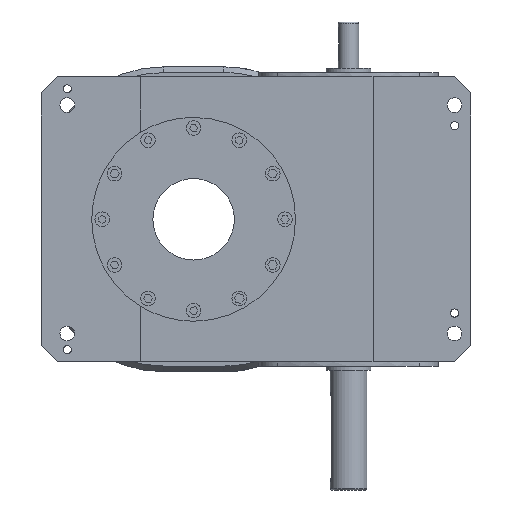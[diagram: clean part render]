
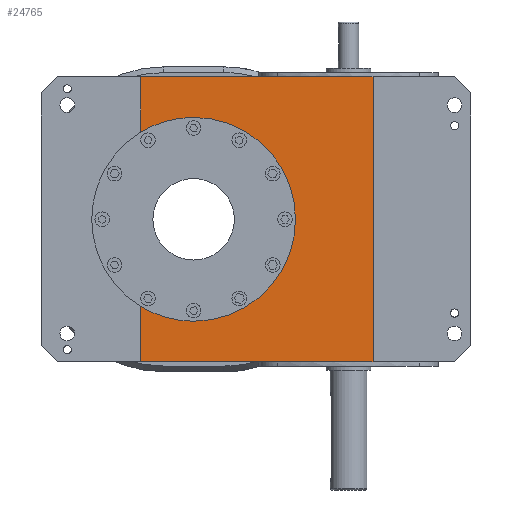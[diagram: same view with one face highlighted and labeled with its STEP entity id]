
A CAD part, front view. The second image highlights one B-rep face of the part: STEP entity #24765.
In plain terms, the highlighted planar face has unit normal (0, -1, 0).
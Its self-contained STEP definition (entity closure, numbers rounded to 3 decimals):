
#37 = CARTESIAN_POINT ( 'NONE',  ( -32.079, 5., 295.94 ) ) ;
#212 = DIRECTION ( 'NONE',  ( 0., 0., -1. ) ) ;
#371 = VECTOR ( 'NONE', #6427, 1000. ) ;
#878 = VECTOR ( 'NONE', #8320, 1000. ) ;
#1182 = VERTEX_POINT ( 'NONE', #2715 ) ;
#1281 = CARTESIAN_POINT ( 'NONE',  ( 0., 5., 0. ) ) ;
#1522 = CARTESIAN_POINT ( 'NONE',  ( -32.079, 5., 295.94 ) ) ;
#1681 = CARTESIAN_POINT ( 'NONE',  ( -32.079, 5., 295.94 ) ) ;
#1979 = CIRCLE ( 'NONE', #21947, 125. ) ;
#2241 = AXIS2_PLACEMENT_3D ( 'NONE', #1281, #23448, #28105 ) ;
#2256 = DIRECTION ( 'NONE',  ( 0., -1., 0. ) ) ;
#2379 = EDGE_CURVE ( 'NONE', #25104, #26964, #28091, .T. ) ;
#2715 = CARTESIAN_POINT ( 'NONE',  ( -317.079, 5., 227.711 ) ) ;
#3129 = DIRECTION ( 'NONE',  ( 0., -1., 0. ) ) ;
#3920 = VECTOR ( 'NONE', #9809, 1000. ) ;
#4212 = DIRECTION ( 'NONE',  ( 0., 0., -1. ) ) ;
#4401 = CARTESIAN_POINT ( 'NONE',  ( -252.079, 5., 120.94 ) ) ;
#5009 = ORIENTED_EDGE ( 'NONE', *, *, #15361, .T. ) ;
#5021 = VERTEX_POINT ( 'NONE', #12741 ) ;
#5878 = VERTEX_POINT ( 'NONE', #27421 ) ;
#6078 = ORIENTED_EDGE ( 'NONE', *, *, #11556, .F. ) ;
#6427 = DIRECTION ( 'NONE',  ( -1., 0., 0. ) ) ;
#7236 = VECTOR ( 'NONE', #25062, 1000. ) ;
#8320 = DIRECTION ( 'NONE',  ( -1., 0., 0. ) ) ;
#9055 = CIRCLE ( 'NONE', #11422, 125. ) ;
#9475 = VECTOR ( 'NONE', #26052, 1000. ) ;
#9809 = DIRECTION ( 'NONE',  ( 0., 0., -1. ) ) ;
#10239 = ORIENTED_EDGE ( 'NONE', *, *, #10565, .T. ) ;
#10248 = ORIENTED_EDGE ( 'NONE', *, *, #19261, .T. ) ;
#10565 = EDGE_CURVE ( 'NONE', #5878, #23200, #13068, .T. ) ;
#10667 = VECTOR ( 'NONE', #22468, 1000. ) ;
#10740 = CARTESIAN_POINT ( 'NONE',  ( -252.079, 5., 245.94 ) ) ;
#11267 = CARTESIAN_POINT ( 'NONE',  ( -252.079, 5., 120.94 ) ) ;
#11391 = CARTESIAN_POINT ( 'NONE',  ( -317.079, 5., -54.06 ) ) ;
#11398 = LINE ( 'NONE', #21690, #7236 ) ;
#11422 = AXIS2_PLACEMENT_3D ( 'NONE', #4401, #13318, #17819 ) ;
#11556 = EDGE_CURVE ( 'NONE', #13802, #1182, #17230, .T. ) ;
#12741 = CARTESIAN_POINT ( 'NONE',  ( -105.945, 5., -54.06 ) ) ;
#13068 = LINE ( 'NONE', #23499, #3920 ) ;
#13203 = ORIENTED_EDGE ( 'NONE', *, *, #13561, .F. ) ;
#13318 = DIRECTION ( 'NONE',  ( 0., -1., 0. ) ) ;
#13412 = ORIENTED_EDGE ( 'NONE', *, *, #25368, .T. ) ;
#13561 = EDGE_CURVE ( 'NONE', #5878, #19152, #9055, .T. ) ;
#13802 = VERTEX_POINT ( 'NONE', #10740 ) ;
#14406 = LINE ( 'NONE', #37, #371 ) ;
#14849 = CARTESIAN_POINT ( 'NONE',  ( -105.945, 5., 295.94 ) ) ;
#15361 = EDGE_CURVE ( 'NONE', #26964, #22382, #28299, .T. ) ;
#15578 = EDGE_CURVE ( 'NONE', #5021, #25104, #11398, .T. ) ;
#15609 = LINE ( 'NONE', #11391, #10667 ) ;
#15632 = VECTOR ( 'NONE', #212, 1000. ) ;
#15755 = CARTESIAN_POINT ( 'NONE',  ( -32.079, 5., -54.06 ) ) ;
#16571 = CARTESIAN_POINT ( 'NONE',  ( -252.079, 5., 120.94 ) ) ;
#16874 = PLANE ( 'NONE',  #2241 ) ;
#17031 = LINE ( 'NONE', #22367, #15632 ) ;
#17230 = CIRCLE ( 'NONE', #27361, 125. ) ;
#17494 = CARTESIAN_POINT ( 'NONE',  ( -252.079, 5., -4.06 ) ) ;
#17642 = ORIENTED_EDGE ( 'NONE', *, *, #25512, .F. ) ;
#17819 = DIRECTION ( 'NONE',  ( 0., 0., -1. ) ) ;
#19060 = CARTESIAN_POINT ( 'NONE',  ( -317.079, 5., -54.06 ) ) ;
#19152 = VERTEX_POINT ( 'NONE', #17494 ) ;
#19217 = EDGE_LOOP ( 'NONE', ( #20635, #24888, #5009, #10248, #13412, #6078, #17642, #13203, #10239, #22933 ) ) ;
#19261 = EDGE_CURVE ( 'NONE', #22382, #25377, #14406, .T. ) ;
#19341 = CARTESIAN_POINT ( 'NONE',  ( -32.079, 5., -54.06 ) ) ;
#20506 = CARTESIAN_POINT ( 'NONE',  ( -317.079, 5., 295.94 ) ) ;
#20635 = ORIENTED_EDGE ( 'NONE', *, *, #15578, .T. ) ;
#21690 = CARTESIAN_POINT ( 'NONE',  ( -317.079, 5., -54.06 ) ) ;
#21947 = AXIS2_PLACEMENT_3D ( 'NONE', #16571, #3129, #27902 ) ;
#21972 = FACE_OUTER_BOUND ( 'NONE', #19217, .T. ) ;
#22367 = CARTESIAN_POINT ( 'NONE',  ( -317.079, 5., 295.94 ) ) ;
#22382 = VERTEX_POINT ( 'NONE', #14849 ) ;
#22468 = DIRECTION ( 'NONE',  ( 1., 0., 0. ) ) ;
#22933 = ORIENTED_EDGE ( 'NONE', *, *, #27089, .T. ) ;
#23200 = VERTEX_POINT ( 'NONE', #19060 ) ;
#23448 = DIRECTION ( 'NONE',  ( 0., -1., 0. ) ) ;
#23499 = CARTESIAN_POINT ( 'NONE',  ( -317.079, 5., 295.94 ) ) ;
#24765 = ADVANCED_FACE ( 'NONE', ( #21972 ), #16874, .T. ) ;
#24888 = ORIENTED_EDGE ( 'NONE', *, *, #2379, .T. ) ;
#25062 = DIRECTION ( 'NONE',  ( 1., 0., 0. ) ) ;
#25104 = VERTEX_POINT ( 'NONE', #15755 ) ;
#25368 = EDGE_CURVE ( 'NONE', #25377, #1182, #17031, .T. ) ;
#25377 = VERTEX_POINT ( 'NONE', #20506 ) ;
#25512 = EDGE_CURVE ( 'NONE', #19152, #13802, #1979, .T. ) ;
#26052 = DIRECTION ( 'NONE',  ( 0., 0., 1. ) ) ;
#26964 = VERTEX_POINT ( 'NONE', #1681 ) ;
#27089 = EDGE_CURVE ( 'NONE', #23200, #5021, #15609, .T. ) ;
#27361 = AXIS2_PLACEMENT_3D ( 'NONE', #11267, #2256, #4212 ) ;
#27421 = CARTESIAN_POINT ( 'NONE',  ( -317.079, 5., 14.17 ) ) ;
#27902 = DIRECTION ( 'NONE',  ( 0., 0., -1. ) ) ;
#28091 = LINE ( 'NONE', #19341, #9475 ) ;
#28105 = DIRECTION ( 'NONE',  ( 0., 0., -1. ) ) ;
#28299 = LINE ( 'NONE', #1522, #878 ) ;
